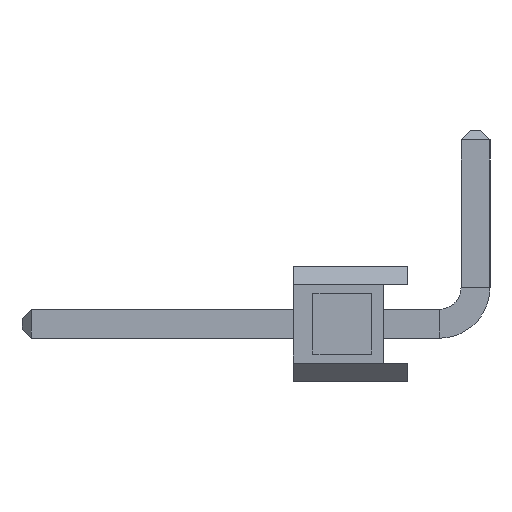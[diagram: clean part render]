
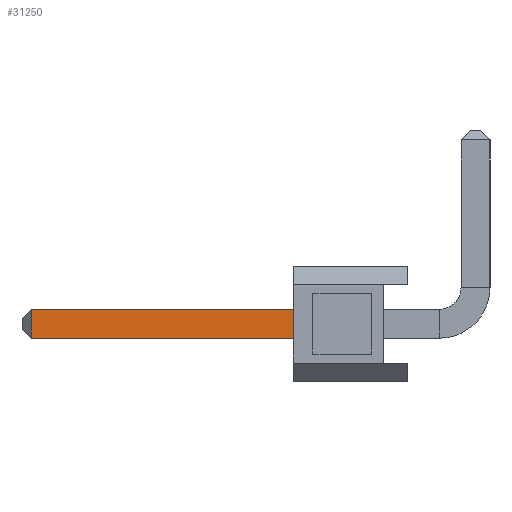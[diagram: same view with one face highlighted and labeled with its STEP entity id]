
A CAD part, left-side view. The second image highlights one B-rep face of the part: STEP entity #31250.
In plain terms, the highlighted planar face has unit normal (-1, 0, 0).
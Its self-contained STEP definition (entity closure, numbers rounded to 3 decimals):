
#175 = ORIENTED_EDGE ( 'NONE', *, *, #13878, .F. ) ;
#820 = VERTEX_POINT ( 'NONE', #15107 ) ;
#1444 = DIRECTION ( 'NONE',  ( 0., 0., -1. ) ) ;
#2048 = EDGE_CURVE ( 'NONE', #34688, #820, #22575, .T. ) ;
#2109 = VERTEX_POINT ( 'NONE', #40583 ) ;
#2990 = VECTOR ( 'NONE', #16413, 1000. ) ;
#4983 = DIRECTION ( 'NONE',  ( 0., 1., 0. ) ) ;
#7180 = VECTOR ( 'NONE', #32546, 1000. ) ;
#9892 = CARTESIAN_POINT ( 'NONE',  ( -0.32, 8.34, -0.32 ) ) ;
#10052 = CARTESIAN_POINT ( 'NONE',  ( -0.32, 8.34, -0.32 ) ) ;
#10374 = VECTOR ( 'NONE', #4983, 1000. ) ;
#11129 = CARTESIAN_POINT ( 'NONE',  ( -0.32, -0.7, -0.32 ) ) ;
#11169 = ORIENTED_EDGE ( 'NONE', *, *, #32191, .T. ) ;
#12608 = EDGE_LOOP ( 'NONE', ( #26710, #11169, #175, #36029 ) ) ;
#13047 = FACE_OUTER_BOUND ( 'NONE', #12608, .T. ) ;
#13430 = EDGE_CURVE ( 'NONE', #34688, #2109, #33919, .T. ) ;
#13878 = EDGE_CURVE ( 'NONE', #2109, #37300, #19391, .T. ) ;
#15107 = CARTESIAN_POINT ( 'NONE',  ( -0.32, 8.34, 0.32 ) ) ;
#15184 = CARTESIAN_POINT ( 'NONE',  ( -0.32, -0.7, -0.32 ) ) ;
#16413 = DIRECTION ( 'NONE',  ( 0., 0., -1. ) ) ;
#16511 = AXIS2_PLACEMENT_3D ( 'NONE', #11129, #17354, #41825 ) ;
#17354 = DIRECTION ( 'NONE',  ( -1., 0., 0. ) ) ;
#19391 = LINE ( 'NONE', #15184, #10374 ) ;
#21047 = VECTOR ( 'NONE', #1444, 1000. ) ;
#22575 = LINE ( 'NONE', #39559, #7180 ) ;
#23638 = LINE ( 'NONE', #10052, #2990 ) ;
#24829 = PLANE ( 'NONE',  #16511 ) ;
#26710 = ORIENTED_EDGE ( 'NONE', *, *, #2048, .T. ) ;
#31250 = ADVANCED_FACE ( 'NONE', ( #13047 ), #24829, .T. ) ;
#32191 = EDGE_CURVE ( 'NONE', #820, #37300, #23638, .T. ) ;
#32299 = CARTESIAN_POINT ( 'NONE',  ( -0.32, 2.54, 0. ) ) ;
#32546 = DIRECTION ( 'NONE',  ( 0., 1., 0. ) ) ;
#33919 = LINE ( 'NONE', #32299, #21047 ) ;
#34688 = VERTEX_POINT ( 'NONE', #36931 ) ;
#36029 = ORIENTED_EDGE ( 'NONE', *, *, #13430, .F. ) ;
#36931 = CARTESIAN_POINT ( 'NONE',  ( -0.32, 2.54, 0.32 ) ) ;
#37300 = VERTEX_POINT ( 'NONE', #9892 ) ;
#39559 = CARTESIAN_POINT ( 'NONE',  ( -0.32, -0.7, 0.32 ) ) ;
#40583 = CARTESIAN_POINT ( 'NONE',  ( -0.32, 2.54, -0.32 ) ) ;
#41825 = DIRECTION ( 'NONE',  ( 0., 0., 1. ) ) ;
